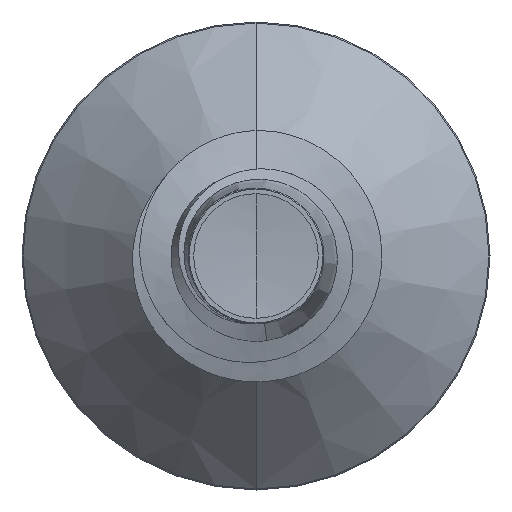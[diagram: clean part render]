
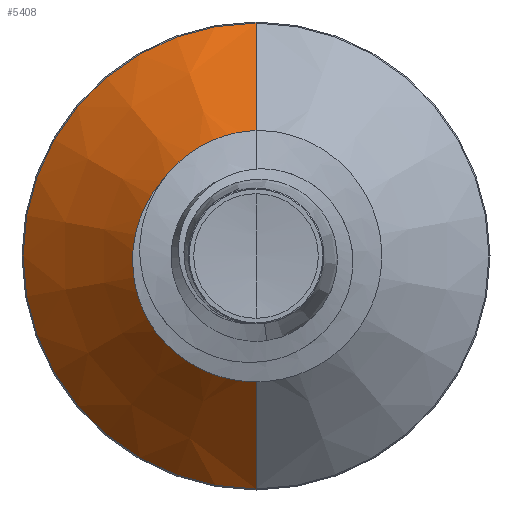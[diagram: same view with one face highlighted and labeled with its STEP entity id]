
A CAD part, front view. The second image highlights one B-rep face of the part: STEP entity #5408.
In plain terms, the highlighted conical face has half-angle 45 degrees and reference radius 2.301 mm.
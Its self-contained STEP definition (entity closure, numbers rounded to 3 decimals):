
#323 = DIRECTION ( 'NONE',  ( 0., 0.707, -0.707 ) ) ;
#337 = CARTESIAN_POINT ( 'NONE',  ( 0., 2.901, -2.301 ) ) ;
#507 = ORIENTED_EDGE ( 'NONE', *, *, #7548, .F. ) ;
#613 = AXIS2_PLACEMENT_3D ( 'NONE', #2819, #2815, #2808 ) ;
#1073 = CIRCLE ( 'NONE', #613, 4.628 ) ;
#1371 = VECTOR ( 'NONE', #3573, 1000. ) ;
#1814 = AXIS2_PLACEMENT_3D ( 'NONE', #4136, #3103, #3188 ) ;
#1996 = AXIS2_PLACEMENT_3D ( 'NONE', #6788, #6779, #6777 ) ;
#2078 = CIRCLE ( 'NONE', #1996, 2.301 ) ;
#2467 = FACE_OUTER_BOUND ( 'NONE', #6110, .T. ) ;
#2538 = ORIENTED_EDGE ( 'NONE', *, *, #7511, .T. ) ;
#2808 = DIRECTION ( 'NONE',  ( 0., 0., 1. ) ) ;
#2815 = DIRECTION ( 'NONE',  ( 0., 1., 0. ) ) ;
#2819 = CARTESIAN_POINT ( 'NONE',  ( 0., 5.228, 0. ) ) ;
#2836 = VERTEX_POINT ( 'NONE', #3891 ) ;
#3072 = CARTESIAN_POINT ( 'NONE',  ( 0., 2.901, -2.301 ) ) ;
#3103 = DIRECTION ( 'NONE',  ( 0., 1., 0. ) ) ;
#3188 = DIRECTION ( 'NONE',  ( 0., 0., 1. ) ) ;
#3453 = VERTEX_POINT ( 'NONE', #3072 ) ;
#3573 = DIRECTION ( 'NONE',  ( 0., 0.707, 0.707 ) ) ;
#3593 = CARTESIAN_POINT ( 'NONE',  ( 0., 2.901, 2.301 ) ) ;
#3891 = CARTESIAN_POINT ( 'NONE',  ( 0., 5.228, -4.628 ) ) ;
#4136 = CARTESIAN_POINT ( 'NONE',  ( 0., 2.901, 0. ) ) ;
#4169 = LINE ( 'NONE', #337, #7260 ) ;
#4190 = CARTESIAN_POINT ( 'NONE',  ( 0., 5.228, 4.628 ) ) ;
#5408 = ADVANCED_FACE ( 'NONE', ( #2467 ), #8143, .T. ) ;
#5573 = ORIENTED_EDGE ( 'NONE', *, *, #7064, .T. ) ;
#6110 = EDGE_LOOP ( 'NONE', ( #6845, #5573, #2538, #507 ) ) ;
#6636 = LINE ( 'NONE', #3593, #1371 ) ;
#6777 = DIRECTION ( 'NONE',  ( 0., 0., 1. ) ) ;
#6779 = DIRECTION ( 'NONE',  ( 0., 1., 0. ) ) ;
#6788 = CARTESIAN_POINT ( 'NONE',  ( 0., 2.901, 0. ) ) ;
#6845 = ORIENTED_EDGE ( 'NONE', *, *, #7679, .F. ) ;
#6967 = VERTEX_POINT ( 'NONE', #7526 ) ;
#7064 = EDGE_CURVE ( 'NONE', #3453, #6967, #2078, .T. ) ;
#7260 = VECTOR ( 'NONE', #323, 1000. ) ;
#7511 = EDGE_CURVE ( 'NONE', #6967, #7987, #6636, .T. ) ;
#7526 = CARTESIAN_POINT ( 'NONE',  ( 0., 2.901, 2.301 ) ) ;
#7548 = EDGE_CURVE ( 'NONE', #2836, #7987, #1073, .T. ) ;
#7679 = EDGE_CURVE ( 'NONE', #3453, #2836, #4169, .T. ) ;
#7987 = VERTEX_POINT ( 'NONE', #4190 ) ;
#8143 = CONICAL_SURFACE ( 'NONE', #1814, 2.301, 0.785 ) ;
